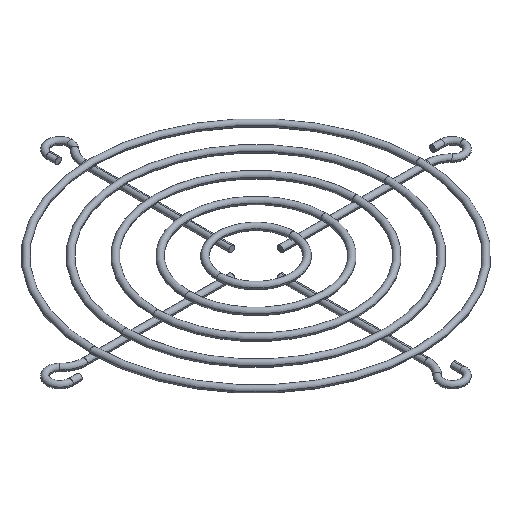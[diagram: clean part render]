
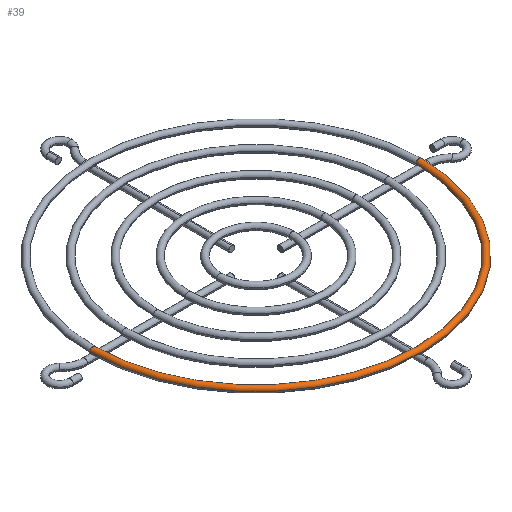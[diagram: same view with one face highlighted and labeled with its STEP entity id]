
A CAD part, isometric view. The second image highlights one B-rep face of the part: STEP entity #39.
In plain terms, the highlighted toroidal (fillet/blend) face has major radius 54 mm and minor radius 1 mm.
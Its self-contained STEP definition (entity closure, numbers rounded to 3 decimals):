
#39 = ADVANCED_FACE ( 'NONE', ( #1995 ), #986, .T. ) ;
#73 = EDGE_LOOP ( 'NONE', ( #1365, #2044, #678, #266 ) ) ;
#214 = CARTESIAN_POINT ( 'NONE',  ( 0., 0., 1.95 ) ) ;
#229 = CIRCLE ( 'NONE', #2242, 55. ) ;
#266 = ORIENTED_EDGE ( 'NONE', *, *, #652, .T. ) ;
#271 = CARTESIAN_POINT ( 'NONE',  ( 55., 0., 1.95 ) ) ;
#274 = CIRCLE ( 'NONE', #396, 53. ) ;
#294 = CARTESIAN_POINT ( 'NONE',  ( 54., 0., 1.95 ) ) ;
#343 = AXIS2_PLACEMENT_3D ( 'NONE', #294, #641, #1440 ) ;
#360 = DIRECTION ( 'NONE',  ( -1., 0., 0. ) ) ;
#371 = VERTEX_POINT ( 'NONE', #2397 ) ;
#396 = AXIS2_PLACEMENT_3D ( 'NONE', #214, #761, #360 ) ;
#478 = DIRECTION ( 'NONE',  ( -1., 0., 0. ) ) ;
#613 = DIRECTION ( 'NONE',  ( 0., 0., -1. ) ) ;
#641 = DIRECTION ( 'NONE',  ( 0., 1., 0. ) ) ;
#652 = EDGE_CURVE ( 'NONE', #1441, #2161, #853, .T. ) ;
#678 = ORIENTED_EDGE ( 'NONE', *, *, #684, .T. ) ;
#684 = EDGE_CURVE ( 'NONE', #371, #1441, #274, .T. ) ;
#761 = DIRECTION ( 'NONE',  ( 0., 0., -1. ) ) ;
#853 = CIRCLE ( 'NONE', #1386, 1. ) ;
#889 = CIRCLE ( 'NONE', #343, 1. ) ;
#986 = TOROIDAL_SURFACE ( 'NONE', #2213, 54., 1. ) ;
#1001 = CARTESIAN_POINT ( 'NONE',  ( -53., 0., 1.95 ) ) ;
#1365 = ORIENTED_EDGE ( 'NONE', *, *, #2267, .F. ) ;
#1386 = AXIS2_PLACEMENT_3D ( 'NONE', #2155, #1565, #613 ) ;
#1440 = DIRECTION ( 'NONE',  ( -1., 0., 0. ) ) ;
#1441 = VERTEX_POINT ( 'NONE', #1001 ) ;
#1470 = CARTESIAN_POINT ( 'NONE',  ( 0., 0., 1.95 ) ) ;
#1565 = DIRECTION ( 'NONE',  ( 0., -1., 0. ) ) ;
#1804 = CARTESIAN_POINT ( 'NONE',  ( -55., 0., 1.95 ) ) ;
#1821 = CARTESIAN_POINT ( 'NONE',  ( 0., 0., 1.95 ) ) ;
#1834 = DIRECTION ( 'NONE',  ( 0., 0., -1. ) ) ;
#1995 = FACE_OUTER_BOUND ( 'NONE', #73, .T. ) ;
#2044 = ORIENTED_EDGE ( 'NONE', *, *, #2322, .F. ) ;
#2155 = CARTESIAN_POINT ( 'NONE',  ( -54., 0., 1.95 ) ) ;
#2161 = VERTEX_POINT ( 'NONE', #1804 ) ;
#2213 = AXIS2_PLACEMENT_3D ( 'NONE', #1821, #1834, #2416 ) ;
#2242 = AXIS2_PLACEMENT_3D ( 'NONE', #1470, #2433, #478 ) ;
#2267 = EDGE_CURVE ( 'NONE', #2349, #2161, #229, .T. ) ;
#2322 = EDGE_CURVE ( 'NONE', #371, #2349, #889, .T. ) ;
#2349 = VERTEX_POINT ( 'NONE', #271 ) ;
#2397 = CARTESIAN_POINT ( 'NONE',  ( 53., 0., 1.95 ) ) ;
#2416 = DIRECTION ( 'NONE',  ( -1., 0., 0. ) ) ;
#2433 = DIRECTION ( 'NONE',  ( 0., 0., -1. ) ) ;
